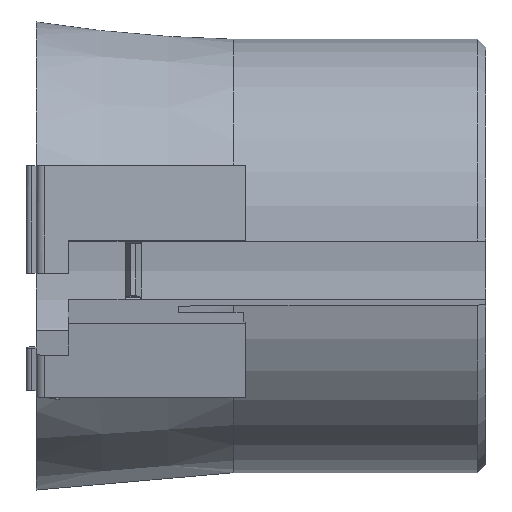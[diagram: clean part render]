
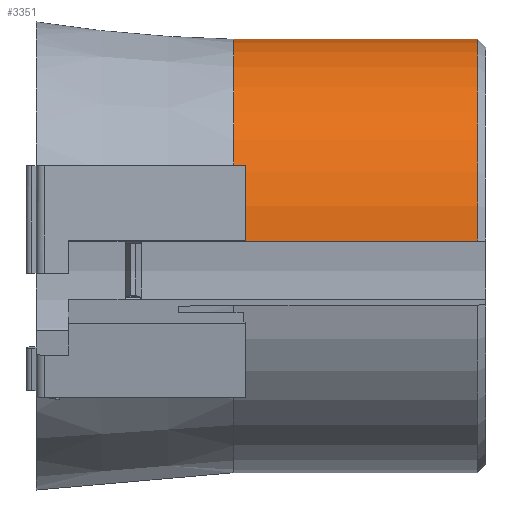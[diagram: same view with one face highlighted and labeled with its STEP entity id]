
A CAD part, top view. The second image highlights one B-rep face of the part: STEP entity #3351.
In plain terms, the highlighted cylindrical face has radius 12.5 mm (diameter 25 mm), a partial arc.
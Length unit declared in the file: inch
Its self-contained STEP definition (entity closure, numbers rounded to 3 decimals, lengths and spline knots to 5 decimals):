
#18 = EDGE_CURVE ( 'NONE', #2459, #4226, #1334, .T. ) ;
#76 = CARTESIAN_POINT ( 'NONE',  ( 1.04331, 0., 0.49213 ) ) ;
#155 = CARTESIAN_POINT ( 'NONE',  ( 0.45, 0., 0.49213 ) ) ;
#228 = ORIENTED_EDGE ( 'NONE', *, *, #3436, .F. ) ;
#407 = ORIENTED_EDGE ( 'NONE', *, *, #469, .F. ) ;
#446 = ORIENTED_EDGE ( 'NONE', *, *, #18, .F. ) ;
#449 = DIRECTION ( 'NONE',  ( 0., -1., 0. ) ) ;
#469 = EDGE_CURVE ( 'NONE', #2149, #2459, #3026, .T. ) ;
#563 = VERTEX_POINT ( 'NONE', #76 ) ;
#599 = VECTOR ( 'NONE', #2660, 39.37008 ) ;
#624 = EDGE_CURVE ( 'NONE', #2149, #563, #2285, .T. ) ;
#672 = VECTOR ( 'NONE', #1678, 39.37008 ) ;
#1153 = AXIS2_PLACEMENT_3D ( 'NONE', #2547, #4218, #1588 ) ;
#1231 = CARTESIAN_POINT ( 'NONE',  ( 0.45, 0.00723, -0.49207 ) ) ;
#1334 = LINE ( 'NONE', #4284, #599 ) ;
#1496 = DIRECTION ( 'NONE',  ( 0., 1., 0. ) ) ;
#1588 = DIRECTION ( 'NONE',  ( 0., -1., 0. ) ) ;
#1678 = DIRECTION ( 'NONE',  ( 1., 0., 0. ) ) ;
#2086 = EDGE_LOOP ( 'NONE', ( #3902, #228, #446, #407 ) ) ;
#2088 = CARTESIAN_POINT ( 'NONE',  ( 0.7565, 0., 0. ) ) ;
#2149 = VERTEX_POINT ( 'NONE', #155 ) ;
#2285 = LINE ( 'NONE', #3006, #672 ) ;
#2459 = VERTEX_POINT ( 'NONE', #1231 ) ;
#2547 = CARTESIAN_POINT ( 'NONE',  ( 0.45, 0., 0. ) ) ;
#2660 = DIRECTION ( 'NONE',  ( 1., 0., 0. ) ) ;
#2687 = AXIS2_PLACEMENT_3D ( 'NONE', #2088, #3056, #449 ) ;
#3006 = CARTESIAN_POINT ( 'NONE',  ( -0.0315, 0., 0.49213 ) ) ;
#3026 = CIRCLE ( 'NONE', #1153, 0.49213 ) ;
#3027 = CIRCLE ( 'NONE', #4135, 0.49213 ) ;
#3056 = DIRECTION ( 'NONE',  ( -1., 0., 0. ) ) ;
#3351 = ADVANCED_FACE ( 'NONE', ( #3425 ), #4095, .T. ) ;
#3425 = FACE_OUTER_BOUND ( 'NONE', #2086, .T. ) ;
#3436 = EDGE_CURVE ( 'NONE', #4226, #563, #3027, .T. ) ;
#3533 = DIRECTION ( 'NONE',  ( 1., 0., 0. ) ) ;
#3583 = CARTESIAN_POINT ( 'NONE',  ( 1.04331, 0.00723, -0.49207 ) ) ;
#3835 = CARTESIAN_POINT ( 'NONE',  ( 1.04331, 0., 0. ) ) ;
#3902 = ORIENTED_EDGE ( 'NONE', *, *, #624, .T. ) ;
#4095 = CYLINDRICAL_SURFACE ( 'NONE', #2687, 0.49213 ) ;
#4135 = AXIS2_PLACEMENT_3D ( 'NONE', #3835, #3533, #1496 ) ;
#4218 = DIRECTION ( 'NONE',  ( -1., 0., 0. ) ) ;
#4226 = VERTEX_POINT ( 'NONE', #3583 ) ;
#4284 = CARTESIAN_POINT ( 'NONE',  ( 0.7565, 0.00723, -0.49207 ) ) ;
